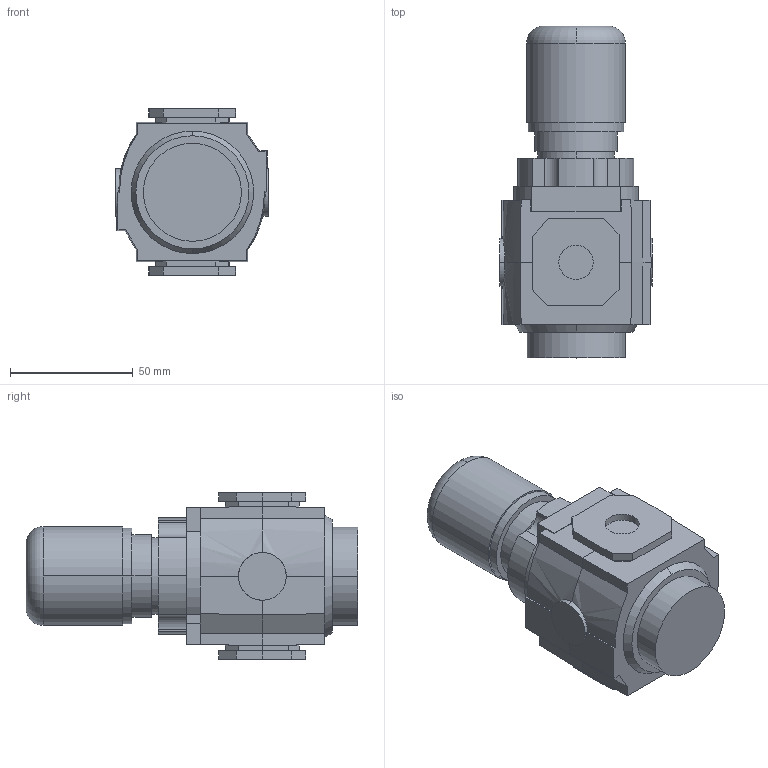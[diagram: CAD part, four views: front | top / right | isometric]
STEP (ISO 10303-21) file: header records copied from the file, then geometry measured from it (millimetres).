
FILE_DESCRIPTION (( 'STEP AP214' ), '1' );
FILE_NAME ('Norgren-R73G-2AK-NFN.step', '2019-03-05T15:01:48', ( '' ), ( '' ), 'SwSTEP 2.0', 'SolidWorks 2019', '' );
FILE_SCHEMA (( 'AUTOMOTIVE_DESIGN' ));
Length unit declared in the file: millimetre
Products named in the file (5): Norgren-R73G-2AK-NFN_GR_73g-2; Norgren-R73G-2AK-NFN_GR73_ss_45; Norgren-R73G-2AK-NFN_GR73_ss_51_2; Norgren-R73G-2AK-NFN; Norgren-R73G-2AK-NFN_GR_73k_2
Assembly tree (4 placements, depth 3):
  Norgren-R73G-2AK-NFN
    Norgren-R73G-2AK-NFN_GR_73k_2
      Norgren-R73G-2AK-NFN_GR73_ss_51_2
    Norgren-R73G-2AK-NFN_GR_73g-2
      Norgren-R73G-2AK-NFN_GR73_ss_45
Bounding box: 62.3 x 135.43 x 68 mm (x, y, z)
Volume: 280729 mm3; surface area: 37609 mm2
Topology: 2 solids, 2 shells, 156 faces, 403 edges, 262 vertices
Faces by surface type: plane 115, cylinder 33, bspline 6, torus 2
Entity records: 4967 total; most frequent: CARTESIAN_POINT 992, ORIENTED_EDGE 806, DIRECTION 783, EDGE_CURVE 403, VECTOR 309, LINE 309, VERTEX_POINT 262, AXIS2_PLACEMENT_3D 237
